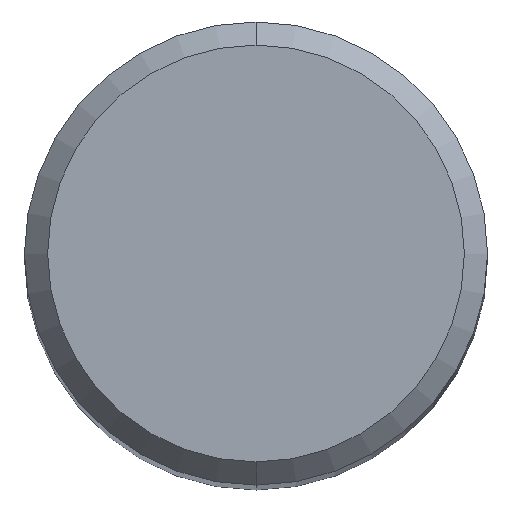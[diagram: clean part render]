
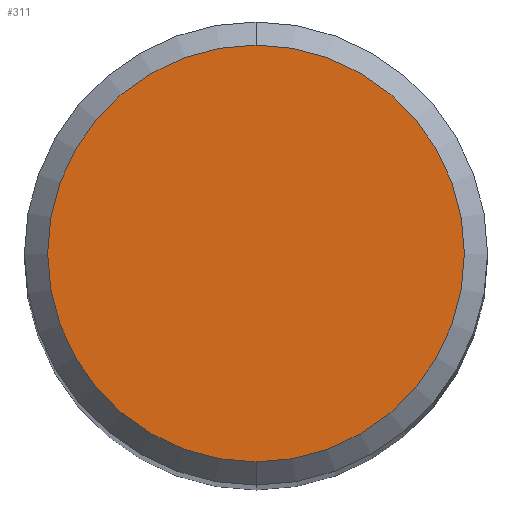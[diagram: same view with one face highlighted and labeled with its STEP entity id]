
A CAD part, top view. The second image highlights one B-rep face of the part: STEP entity #311.
In plain terms, the highlighted planar face has unit normal (0, 0, 1).
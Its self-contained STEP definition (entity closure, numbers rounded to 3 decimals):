
#253=EDGE_CURVE('',#289,#283,#556,.T.);
#279=EDGE_CURVE('',#283,#289,#586,.T.);
#283=VERTEX_POINT('',#590);
#289=VERTEX_POINT('',#596);
#311=ADVANCED_FACE('',(#622),#623,.T.);
#556=CIRCLE('',#965,3.6);
#586=CIRCLE('',#1002,3.6);
#590=CARTESIAN_POINT('',(0.,-3.6,47.654));
#596=CARTESIAN_POINT('',(0.0,3.6,47.654));
#622=FACE_OUTER_BOUND('',#1040,.T.);
#623=PLANE('',#1041);
#965=AXIS2_PLACEMENT_3D('',#1529,#1530,#1531);
#1002=AXIS2_PLACEMENT_3D('',#1573,#1574,#1575);
#1040=EDGE_LOOP('',(#1633,#1634));
#1041=AXIS2_PLACEMENT_3D('',#1635,#1636,#1637);
#1529=CARTESIAN_POINT('',(0.0,0.0,47.654));
#1530=DIRECTION('',(0.0,0.0,-1.0));
#1531=DIRECTION('',(0.0,1.0,0.0));
#1573=CARTESIAN_POINT('',(0.0,0.0,47.654));
#1574=DIRECTION('',(0.0,0.0,-1.0));
#1575=DIRECTION('',(0.0,1.0,0.0));
#1633=ORIENTED_EDGE('',*,*,#253,.F.);
#1634=ORIENTED_EDGE('',*,*,#279,.F.);
#1635=CARTESIAN_POINT('',(0.0,1.8,47.654));
#1636=DIRECTION('',(-0.0,0.0,1.0));
#1637=DIRECTION('',(0.0,-1.0,0.0));
